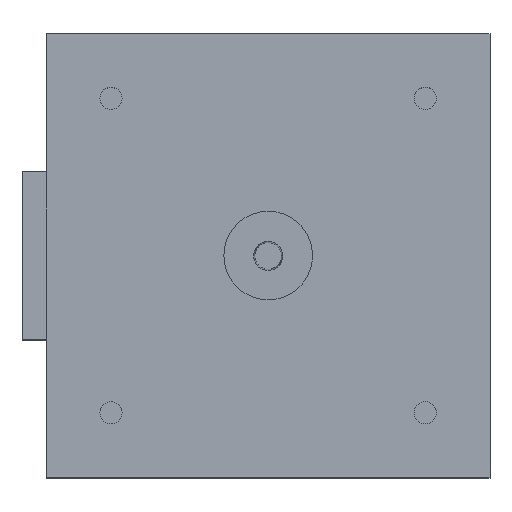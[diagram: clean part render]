
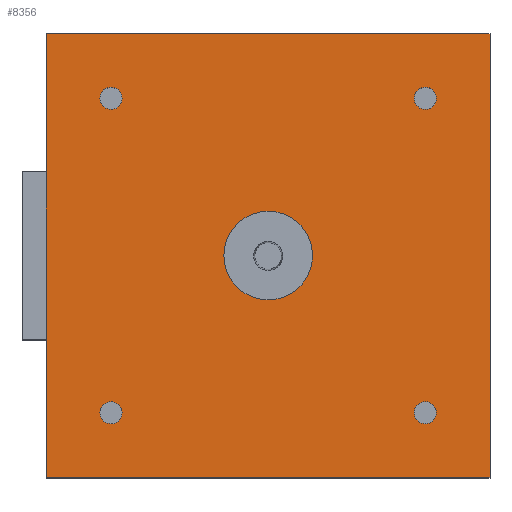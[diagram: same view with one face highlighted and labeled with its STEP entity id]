
A CAD part, top view. The second image highlights one B-rep face of the part: STEP entity #8356.
In plain terms, the highlighted planar face has unit normal (0, 0, 1).
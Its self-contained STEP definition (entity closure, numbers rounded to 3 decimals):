
#401=FACE_BOUND('',#3248,.T.);
#402=FACE_BOUND('',#3249,.T.);
#403=FACE_BOUND('',#3250,.T.);
#404=FACE_BOUND('',#3251,.T.);
#405=FACE_BOUND('',#3252,.T.);
#1236=LINE('',#14460,#1955);
#1256=LINE('',#14516,#1975);
#1258=LINE('',#14519,#1977);
#1259=LINE('',#14521,#1978);
#1955=VECTOR('',#11930,10.);
#1975=VECTOR('',#11986,10.);
#1977=VECTOR('',#11990,10.);
#1978=VECTOR('',#11993,10.);
#2617=FACE_OUTER_BOUND('',#3247,.T.);
#3247=EDGE_LOOP('',(#7351,#7352,#7353,#7354));
#3248=EDGE_LOOP('',(#7355));
#3249=EDGE_LOOP('',(#7356));
#3250=EDGE_LOOP('',(#7357));
#3251=EDGE_LOOP('',(#7358));
#3252=EDGE_LOOP('',(#7359));
#3617=CIRCLE('',#9682,10.);
#3619=CIRCLE('',#9693,2.5);
#3621=CIRCLE('',#9696,2.5);
#3623=CIRCLE('',#9699,2.5);
#3625=CIRCLE('',#9702,2.5);
#4257=VERTEX_POINT('',#14397);
#4279=VERTEX_POINT('',#14457);
#4280=VERTEX_POINT('',#14459);
#4285=VERTEX_POINT('',#14471);
#4287=VERTEX_POINT('',#14477);
#4289=VERTEX_POINT('',#14483);
#4291=VERTEX_POINT('',#14489);
#4297=VERTEX_POINT('',#14513);
#4298=VERTEX_POINT('',#14515);
#5272=EDGE_CURVE('',#4257,#4257,#3617,.T.);
#5303=EDGE_CURVE('',#4280,#4279,#1236,.T.);
#5309=EDGE_CURVE('',#4285,#4285,#3619,.T.);
#5312=EDGE_CURVE('',#4287,#4287,#3621,.T.);
#5315=EDGE_CURVE('',#4289,#4289,#3623,.T.);
#5318=EDGE_CURVE('',#4291,#4291,#3625,.T.);
#5331=EDGE_CURVE('',#4298,#4297,#1256,.T.);
#5333=EDGE_CURVE('',#4297,#4280,#1258,.T.);
#5334=EDGE_CURVE('',#4279,#4298,#1259,.T.);
#7351=ORIENTED_EDGE('',*,*,#5334,.T.);
#7352=ORIENTED_EDGE('',*,*,#5331,.T.);
#7353=ORIENTED_EDGE('',*,*,#5333,.T.);
#7354=ORIENTED_EDGE('',*,*,#5303,.T.);
#7355=ORIENTED_EDGE('',*,*,#5272,.T.);
#7356=ORIENTED_EDGE('',*,*,#5309,.T.);
#7357=ORIENTED_EDGE('',*,*,#5312,.T.);
#7358=ORIENTED_EDGE('',*,*,#5315,.T.);
#7359=ORIENTED_EDGE('',*,*,#5318,.T.);
#7908=PLANE('',#9712);
#8356=ADVANCED_FACE('',(#2617,#401,#402,#403,#404,#405),#7908,.T.);
#9682=AXIS2_PLACEMENT_3D('',#14398,#11881,#11882);
#9693=AXIS2_PLACEMENT_3D('',#14472,#11938,#11939);
#9696=AXIS2_PLACEMENT_3D('',#14478,#11945,#11946);
#9699=AXIS2_PLACEMENT_3D('',#14484,#11952,#11953);
#9702=AXIS2_PLACEMENT_3D('',#14490,#11959,#11960);
#9712=AXIS2_PLACEMENT_3D('',#14522,#11994,#11995);
#11881=DIRECTION('center_axis',(0.,0.,-1.));
#11882=DIRECTION('ref_axis',(-1.,0.,0.));
#11930=DIRECTION('',(0.,-1.,0.));
#11938=DIRECTION('center_axis',(0.,0.,-1.));
#11939=DIRECTION('ref_axis',(-1.,0.,0.));
#11945=DIRECTION('center_axis',(0.,0.,-1.));
#11946=DIRECTION('ref_axis',(-1.,0.,0.));
#11952=DIRECTION('center_axis',(0.,0.,-1.));
#11953=DIRECTION('ref_axis',(-1.,0.,0.));
#11959=DIRECTION('center_axis',(0.,0.,-1.));
#11960=DIRECTION('ref_axis',(-1.,0.,0.));
#11986=DIRECTION('',(0.,1.,0.));
#11990=DIRECTION('',(-1.,0.,0.));
#11993=DIRECTION('',(1.,0.,0.));
#11994=DIRECTION('center_axis',(0.,0.,1.));
#11995=DIRECTION('ref_axis',(-1.,0.,0.));
#14397=CARTESIAN_POINT('',(10.,0.,112.2));
#14398=CARTESIAN_POINT('Origin',(0.,0.,112.2));
#14457=CARTESIAN_POINT('',(-50.,-50.,112.2));
#14459=CARTESIAN_POINT('',(-50.,50.,112.2));
#14460=CARTESIAN_POINT('',(-50.,50.,112.2));
#14471=CARTESIAN_POINT('',(37.929,35.429,112.2));
#14472=CARTESIAN_POINT('Origin',(35.429,35.429,112.2));
#14477=CARTESIAN_POINT('',(37.929,-35.429,112.2));
#14478=CARTESIAN_POINT('Origin',(35.429,-35.429,112.2));
#14483=CARTESIAN_POINT('',(-32.929,35.429,112.2));
#14484=CARTESIAN_POINT('Origin',(-35.429,35.429,112.2));
#14489=CARTESIAN_POINT('',(-32.929,-35.429,112.2));
#14490=CARTESIAN_POINT('Origin',(-35.429,-35.429,112.2));
#14513=CARTESIAN_POINT('',(50.,50.,112.2));
#14515=CARTESIAN_POINT('',(50.,-50.,112.2));
#14516=CARTESIAN_POINT('',(50.,-50.,112.2));
#14519=CARTESIAN_POINT('',(50.,50.,112.2));
#14521=CARTESIAN_POINT('',(-50.,-50.,112.2));
#14522=CARTESIAN_POINT('Origin',(0.,0.,112.2));
